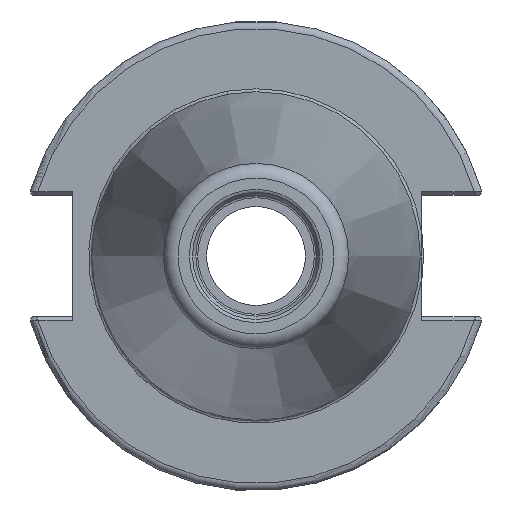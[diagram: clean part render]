
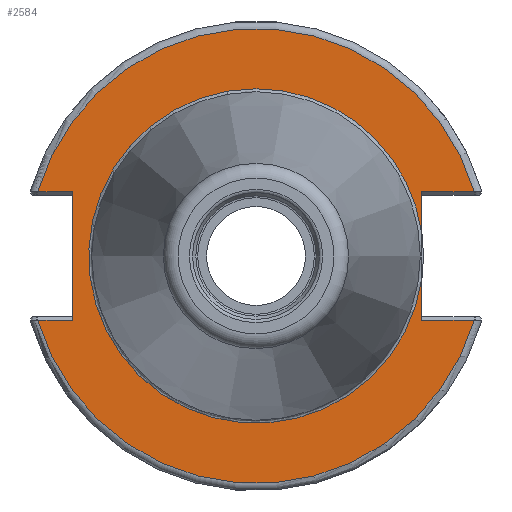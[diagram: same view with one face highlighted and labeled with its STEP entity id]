
A CAD part, left-side view. The second image highlights one B-rep face of the part: STEP entity #2584.
In plain terms, the highlighted planar face has unit normal (-1, 0, 0).
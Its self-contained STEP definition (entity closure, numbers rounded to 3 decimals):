
#153=PLANE('',#2754);
#251=FACE_OUTER_BOUND('',#396,.T.);
#396=EDGE_LOOP('',(#1771,#1772,#1773,#1774,#1775,#1776,#1777,#1778,#1779,
#1780,#1781));
#555=LINE('',#3818,#719);
#562=LINE('',#3940,#726);
#563=LINE('',#3944,#727);
#564=LINE('',#3946,#728);
#565=LINE('',#3948,#729);
#566=LINE('',#3952,#730);
#567=LINE('',#3954,#731);
#719=VECTOR('',#3064,10.);
#726=VECTOR('',#3075,10.);
#727=VECTOR('',#3078,10.);
#728=VECTOR('',#3079,10.);
#729=VECTOR('',#3080,10.);
#730=VECTOR('',#3083,10.);
#731=VECTOR('',#3084,10.);
#885=CIRCLE('',#2755,30.775);
#886=CIRCLE('',#2756,30.775);
#887=CIRCLE('',#2757,22.625);
#888=CIRCLE('',#2758,22.625);
#1052=VERTEX_POINT('',#3815);
#1053=VERTEX_POINT('',#3817);
#1061=VERTEX_POINT('',#3939);
#1062=VERTEX_POINT('',#3941);
#1063=VERTEX_POINT('',#3943);
#1064=VERTEX_POINT('',#3945);
#1065=VERTEX_POINT('',#3947);
#1066=VERTEX_POINT('',#3949);
#1067=VERTEX_POINT('',#3951);
#1068=VERTEX_POINT('',#3953);
#1069=VERTEX_POINT('',#3955);
#1338=EDGE_CURVE('',#1052,#1053,#555,.T.);
#1350=EDGE_CURVE('',#1061,#1053,#562,.T.);
#1351=EDGE_CURVE('',#1062,#1052,#885,.T.);
#1352=EDGE_CURVE('',#1063,#1062,#563,.T.);
#1353=EDGE_CURVE('',#1063,#1064,#564,.T.);
#1354=EDGE_CURVE('',#1065,#1064,#565,.T.);
#1355=EDGE_CURVE('',#1066,#1065,#886,.T.);
#1356=EDGE_CURVE('',#1067,#1066,#566,.T.);
#1357=EDGE_CURVE('',#1067,#1068,#567,.T.);
#1358=EDGE_CURVE('',#1068,#1069,#887,.T.);
#1359=EDGE_CURVE('',#1069,#1061,#888,.T.);
#1771=ORIENTED_EDGE('',*,*,#1350,.T.);
#1772=ORIENTED_EDGE('',*,*,#1338,.F.);
#1773=ORIENTED_EDGE('',*,*,#1351,.F.);
#1774=ORIENTED_EDGE('',*,*,#1352,.F.);
#1775=ORIENTED_EDGE('',*,*,#1353,.T.);
#1776=ORIENTED_EDGE('',*,*,#1354,.F.);
#1777=ORIENTED_EDGE('',*,*,#1355,.F.);
#1778=ORIENTED_EDGE('',*,*,#1356,.F.);
#1779=ORIENTED_EDGE('',*,*,#1357,.T.);
#1780=ORIENTED_EDGE('',*,*,#1358,.T.);
#1781=ORIENTED_EDGE('',*,*,#1359,.T.);
#2584=ADVANCED_FACE('',(#251),#153,.T.);
#2754=AXIS2_PLACEMENT_3D('',#3938,#3073,#3074);
#2755=AXIS2_PLACEMENT_3D('',#3942,#3076,#3077);
#2756=AXIS2_PLACEMENT_3D('',#3950,#3081,#3082);
#2757=AXIS2_PLACEMENT_3D('',#3956,#3085,#3086);
#2758=AXIS2_PLACEMENT_3D('',#3957,#3087,#3088);
#3064=DIRECTION('',(0.,1.,0.));
#3073=DIRECTION('center_axis',(-1.,0.,0.));
#3074=DIRECTION('ref_axis',(0.,0.,1.));
#3075=DIRECTION('',(0.,0.,1.));
#3076=DIRECTION('center_axis',(1.,0.,0.));
#3077=DIRECTION('ref_axis',(0.,0.,-1.));
#3078=DIRECTION('',(0.,1.,0.));
#3079=DIRECTION('',(0.,0.,-1.));
#3080=DIRECTION('',(0.,-1.,0.));
#3081=DIRECTION('center_axis',(1.,0.,0.));
#3082=DIRECTION('ref_axis',(0.,0.,-1.));
#3083=DIRECTION('',(0.,-1.,0.));
#3084=DIRECTION('',(0.,0.,1.));
#3085=DIRECTION('center_axis',(1.,0.,0.));
#3086=DIRECTION('ref_axis',(0.,0.,-1.));
#3087=DIRECTION('center_axis',(1.,0.,0.));
#3088=DIRECTION('ref_axis',(0.,0.,-1.));
#3815=CARTESIAN_POINT('',(1.,-29.523,8.69));
#3817=CARTESIAN_POINT('',(1.,-22.41,8.69));
#3818=CARTESIAN_POINT('',(1.,4.182,8.69));
#3938=CARTESIAN_POINT('Origin',(1.,30.775,0.));
#3939=CARTESIAN_POINT('',(1.,-22.41,3.112));
#3940=CARTESIAN_POINT('',(1.,-22.41,-4.095));
#3941=CARTESIAN_POINT('',(1.,29.523,8.69));
#3942=CARTESIAN_POINT('Origin',(1.,0.,
0.));
#3943=CARTESIAN_POINT('',(1.,24.8,8.69));
#3944=CARTESIAN_POINT('',(1.,38.399,8.69));
#3945=CARTESIAN_POINT('',(1.,24.8,-8.69));
#3946=CARTESIAN_POINT('',(1.,24.8,4.095));
#3947=CARTESIAN_POINT('',(1.,29.523,-8.69));
#3948=CARTESIAN_POINT('',(1.,27.788,-8.69));
#3949=CARTESIAN_POINT('',(1.,-29.523,-8.69));
#3950=CARTESIAN_POINT('Origin',(1.,0.,
0.));
#3951=CARTESIAN_POINT('',(1.,-22.41,-8.69));
#3952=CARTESIAN_POINT('',(1.,-6.591,-8.69));
#3953=CARTESIAN_POINT('',(1.,-22.41,-3.112));
#3954=CARTESIAN_POINT('',(1.,-22.41,-4.095));
#3955=CARTESIAN_POINT('',(1.,0.,22.625));
#3956=CARTESIAN_POINT('Origin',(1.,0.,
0.));
#3957=CARTESIAN_POINT('Origin',(1.,0.,
0.));
